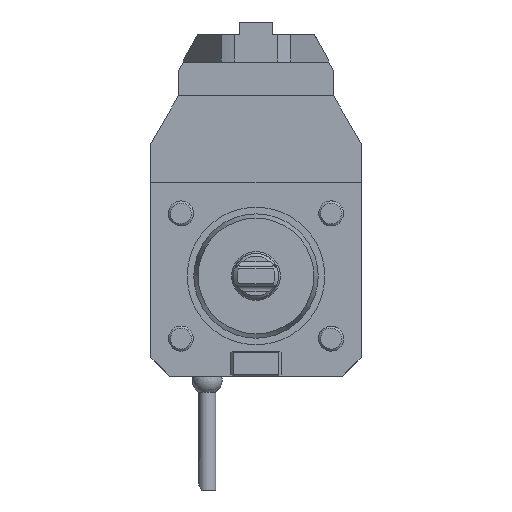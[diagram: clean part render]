
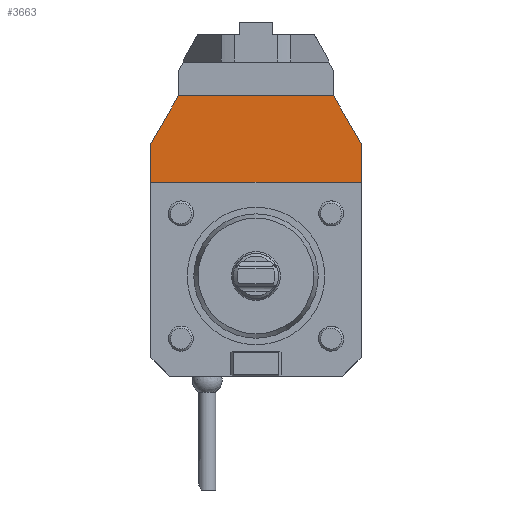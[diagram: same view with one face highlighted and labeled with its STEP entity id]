
A CAD part, front view. The second image highlights one B-rep face of the part: STEP entity #3663.
In plain terms, the highlighted planar face has unit normal (0, -1, 0).
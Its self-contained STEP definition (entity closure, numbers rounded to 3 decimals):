
#561 = CARTESIAN_POINT ( 'NONE',  ( 42., -23.8, 72. ) ) ;
#1482 = LINE ( 'NONE', #26458, #12431 ) ;
#2037 = CARTESIAN_POINT ( 'NONE',  ( -31., -23.8, 72. ) ) ;
#2573 = VERTEX_POINT ( 'NONE', #15479 ) ;
#2794 = EDGE_CURVE ( 'NONE', #11230, #23239, #8112, .T. ) ;
#3663 = ADVANCED_FACE ( 'Defeature completata1_20', ( #10899 ), #22950, .T. ) ;
#4221 = DIRECTION ( 'NONE',  ( 0., -1., 0. ) ) ;
#4351 = VERTEX_POINT ( 'NONE', #16957 ) ;
#5962 = LINE ( 'NONE', #2037, #19514 ) ;
#6521 = LINE ( 'NONE', #8722, #20146 ) ;
#7041 = AXIS2_PLACEMENT_3D ( 'NONE', #14565, #4221, #17135 ) ;
#7362 = EDGE_CURVE ( 'NONE', #23294, #4351, #23528, .T. ) ;
#7367 = ORIENTED_EDGE ( 'NONE', *, *, #25049, .T. ) ;
#7480 = CARTESIAN_POINT ( 'NONE',  ( -42., -23.8, 52.947 ) ) ;
#8112 = LINE ( 'NONE', #20477, #10033 ) ;
#8722 = CARTESIAN_POINT ( 'NONE',  ( 42., -23.8, 52.947 ) ) ;
#9767 = DIRECTION ( 'NONE',  ( 1., 0., 0. ) ) ;
#10033 = VECTOR ( 'NONE', #18584, 1000. ) ;
#10274 = ORIENTED_EDGE ( 'NONE', *, *, #7362, .F. ) ;
#10899 = FACE_OUTER_BOUND ( 'NONE', #23747, .T. ) ;
#11230 = VERTEX_POINT ( 'NONE', #11301 ) ;
#11257 = EDGE_CURVE ( 'NONE', #4351, #18276, #6521, .T. ) ;
#11301 = CARTESIAN_POINT ( 'NONE',  ( -42., -23.8, 37.5 ) ) ;
#11622 = VECTOR ( 'NONE', #21909, 1000. ) ;
#12430 = VECTOR ( 'NONE', #22967, 1000. ) ;
#12431 = VECTOR ( 'NONE', #9767, 1000. ) ;
#13590 = EDGE_CURVE ( 'NONE', #18276, #2573, #13661, .T. ) ;
#13661 = LINE ( 'NONE', #18116, #11622 ) ;
#14265 = DIRECTION ( 'NONE',  ( 0.5, 0., 0.866 ) ) ;
#14328 = CARTESIAN_POINT ( 'NONE',  ( -31., -23.8, 72. ) ) ;
#14565 = CARTESIAN_POINT ( 'NONE',  ( 0., -23.8, 0. ) ) ;
#15180 = EDGE_CURVE ( 'NONE', #23239, #23294, #5962, .T. ) ;
#15201 = CARTESIAN_POINT ( 'NONE',  ( 42., -23.8, 52.947 ) ) ;
#15479 = CARTESIAN_POINT ( 'NONE',  ( 42., -23.8, 37.5 ) ) ;
#15494 = ORIENTED_EDGE ( 'NONE', *, *, #11257, .F. ) ;
#16957 = CARTESIAN_POINT ( 'NONE',  ( 31., -23.8, 72. ) ) ;
#17135 = DIRECTION ( 'NONE',  ( 0., 0., -1. ) ) ;
#18116 = CARTESIAN_POINT ( 'NONE',  ( 42., -23.8, 72. ) ) ;
#18276 = VERTEX_POINT ( 'NONE', #15201 ) ;
#18584 = DIRECTION ( 'NONE',  ( 0., 0., 1. ) ) ;
#19514 = VECTOR ( 'NONE', #14265, 1000. ) ;
#20146 = VECTOR ( 'NONE', #21468, 1000. ) ;
#20477 = CARTESIAN_POINT ( 'NONE',  ( -42., -23.8, 72. ) ) ;
#21468 = DIRECTION ( 'NONE',  ( 0.5, 0., -0.866 ) ) ;
#21909 = DIRECTION ( 'NONE',  ( 0., 0., -1. ) ) ;
#22950 = PLANE ( 'NONE',  #7041 ) ;
#22967 = DIRECTION ( 'NONE',  ( 1., 0., 0. ) ) ;
#23170 = ORIENTED_EDGE ( 'NONE', *, *, #15180, .F. ) ;
#23239 = VERTEX_POINT ( 'NONE', #7480 ) ;
#23294 = VERTEX_POINT ( 'NONE', #14328 ) ;
#23528 = LINE ( 'NONE', #561, #12430 ) ;
#23747 = EDGE_LOOP ( 'NONE', ( #15494, #10274, #23170, #25467, #7367, #25862 ) ) ;
#25049 = EDGE_CURVE ( 'NONE', #11230, #2573, #1482, .T. ) ;
#25467 = ORIENTED_EDGE ( 'NONE', *, *, #2794, .F. ) ;
#25862 = ORIENTED_EDGE ( 'NONE', *, *, #13590, .F. ) ;
#26458 = CARTESIAN_POINT ( 'NONE',  ( 44.826, -23.8, 37.5 ) ) ;
